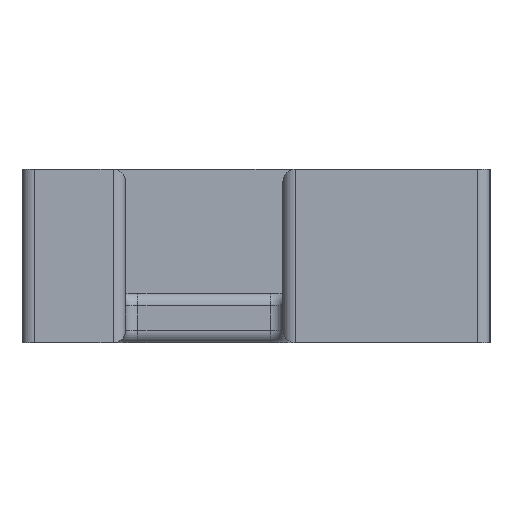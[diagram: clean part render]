
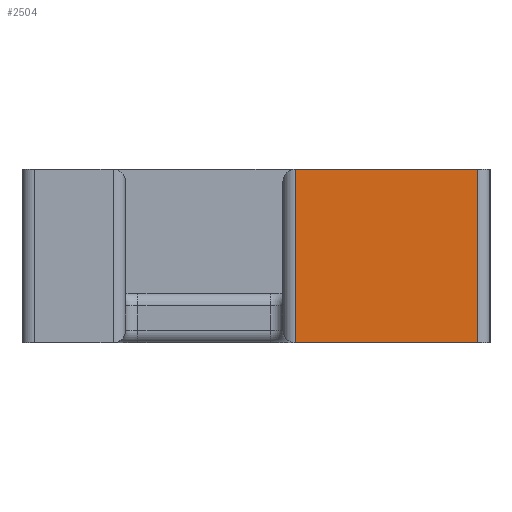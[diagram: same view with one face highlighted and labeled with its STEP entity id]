
A CAD part, left-side view. The second image highlights one B-rep face of the part: STEP entity #2504.
In plain terms, the highlighted planar face has unit normal (-1, 0, 0).
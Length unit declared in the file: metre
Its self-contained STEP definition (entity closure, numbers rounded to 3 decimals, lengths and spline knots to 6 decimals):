
#500=ORIENTED_EDGE('',*,*,#1079,.F.);
#501=ORIENTED_EDGE('',*,*,#1210,.T.);
#502=ORIENTED_EDGE('',*,*,#1108,.T.);
#503=ORIENTED_EDGE('',*,*,#1211,.T.);
#1079=EDGE_CURVE('',#1449,#1450,#1679,.T.);
#1108=EDGE_CURVE('',#1475,#1474,#1696,.T.);
#1210=EDGE_CURVE('',#1449,#1475,#1760,.T.);
#1211=EDGE_CURVE('',#1474,#1450,#1761,.F.);
#1449=VERTEX_POINT('',#3949);
#1450=VERTEX_POINT('',#3951);
#1474=VERTEX_POINT('',#4007);
#1475=VERTEX_POINT('',#4009);
#1679=LINE('',#3950,#1875);
#1696=LINE('',#4008,#1892);
#1760=LINE('',#4205,#1956);
#1761=LINE('',#4206,#1957);
#1875=VECTOR('',#3048,1.);
#1892=VECTOR('',#3097,1.);
#1956=VECTOR('',#3269,1.);
#1957=VECTOR('',#3270,1.);
#2082=EDGE_LOOP('',(#500,#501,#502,#503));
#2276=FACE_BOUND('',#2082,.T.);
#2446=PLANE('',#2731);
#2504=ADVANCED_FACE('',(#2276),#2446,.F.);
#2731=AXIS2_PLACEMENT_3D('',#4204,#3267,#3268);
#3048=DIRECTION('',(0.,-1.,0.));
#3097=DIRECTION('',(0.,-1.,0.));
#3267=DIRECTION('',(1.,0.,0.));
#3268=DIRECTION('',(0.,1.,0.));
#3269=DIRECTION('',(0.,0.,-1.));
#3270=DIRECTION('',(0.,0.,-1.));
#3949=CARTESIAN_POINT('',(-0.0735,-0.00475,0.021));
#3950=CARTESIAN_POINT('',(-0.0735,0.,0.021));
#3951=CARTESIAN_POINT('',(-0.0735,-0.02675,0.021));
#4007=CARTESIAN_POINT('',(-0.0735,-0.02675,0.));
#4008=CARTESIAN_POINT('',(-0.0735,0.,0.));
#4009=CARTESIAN_POINT('',(-0.0735,-0.00475,0.));
#4204=CARTESIAN_POINT('',(-0.0735,0.,0.021));
#4205=CARTESIAN_POINT('',(-0.0735,-0.00475,0.));
#4206=CARTESIAN_POINT('',(-0.0735,-0.02675,0.021));
